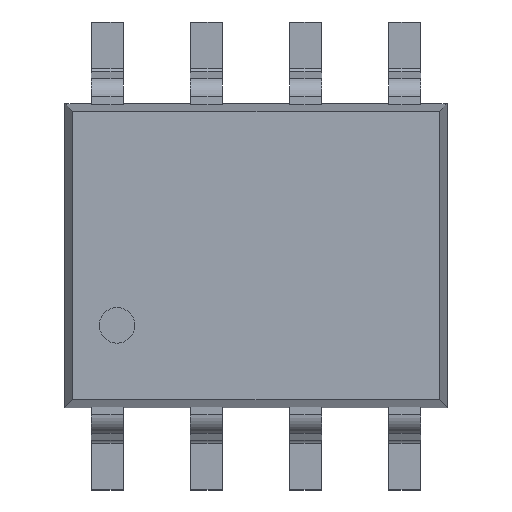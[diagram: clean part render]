
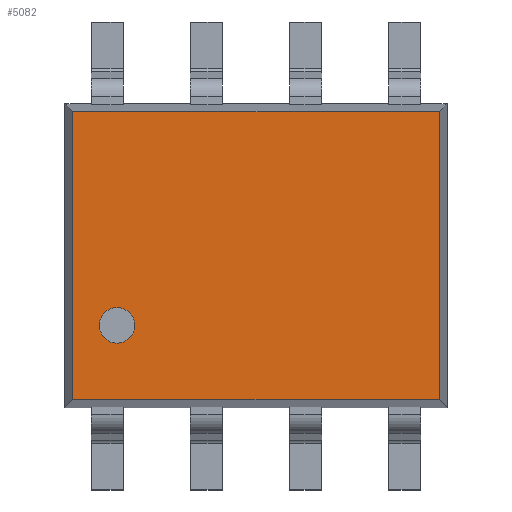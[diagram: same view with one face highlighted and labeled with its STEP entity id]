
A CAD part, top view. The second image highlights one B-rep face of the part: STEP entity #5082.
In plain terms, the highlighted planar face has unit normal (0, 0, 1).
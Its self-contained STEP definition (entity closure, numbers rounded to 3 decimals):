
#225 = LINE ( 'NONE', #6663, #5647 ) ;
#384 = CARTESIAN_POINT ( 'NONE',  ( -2.009, -0.892, 0.725 ) ) ;
#411 = ORIENTED_EDGE ( 'NONE', *, *, #8622, .F. ) ;
#578 = ORIENTED_EDGE ( 'NONE', *, *, #1641, .T. ) ;
#852 = LINE ( 'NONE', #9025, #1838 ) ;
#1008 = DIRECTION ( 'NONE',  ( 0., -1., 0. ) ) ;
#1055 = EDGE_CURVE ( 'NONE', #8133, #5381, #4289, .T. ) ;
#1360 = DIRECTION ( 'NONE',  ( 1., 0., 0. ) ) ;
#1482 = PLANE ( 'NONE',  #2869 ) ;
#1641 = EDGE_CURVE ( 'NONE', #6858, #2424, #7009, .T. ) ;
#1838 = VECTOR ( 'NONE', #4039, 1000. ) ;
#1910 = CARTESIAN_POINT ( 'NONE',  ( -2.348, 1.848, 0.725 ) ) ;
#2304 = DIRECTION ( 'NONE',  ( 1., 0., 0. ) ) ;
#2378 = LINE ( 'NONE', #4428, #3132 ) ;
#2424 = VERTEX_POINT ( 'NONE', #1910 ) ;
#2489 = EDGE_CURVE ( 'NONE', #6698, #6858, #852, .T. ) ;
#2869 = AXIS2_PLACEMENT_3D ( 'NONE', #4334, #6462, #9220 ) ;
#3132 = VECTOR ( 'NONE', #2304, 1000. ) ;
#3145 = EDGE_LOOP ( 'NONE', ( #8919, #578, #4131, #6384 ) ) ;
#3311 = CIRCLE ( 'NONE', #6406, 0.227 ) ;
#3439 = CARTESIAN_POINT ( 'NONE',  ( -1.782, -0.892, 0.725 ) ) ;
#3500 = DIRECTION ( 'NONE',  ( 0., 0., 1. ) ) ;
#3678 = CARTESIAN_POINT ( 'NONE',  ( -1.555, -0.892, 0.725 ) ) ;
#4039 = DIRECTION ( 'NONE',  ( 0., 1., 0. ) ) ;
#4067 = DIRECTION ( 'NONE',  ( 0., 0., 1. ) ) ;
#4104 = CARTESIAN_POINT ( 'NONE',  ( -2.348, -1.848, 0.725 ) ) ;
#4131 = ORIENTED_EDGE ( 'NONE', *, *, #4633, .T. ) ;
#4289 = CIRCLE ( 'NONE', #8266, 0.227 ) ;
#4334 = CARTESIAN_POINT ( 'NONE',  ( 0., 0., 0.725 ) ) ;
#4428 = CARTESIAN_POINT ( 'NONE',  ( -2.45, -1.848, 0.725 ) ) ;
#4633 = EDGE_CURVE ( 'NONE', #2424, #8581, #225, .T. ) ;
#5082 = ADVANCED_FACE ( 'NONE', ( #6587, #6234 ), #1482, .T. ) ;
#5381 = VERTEX_POINT ( 'NONE', #384 ) ;
#5579 = CARTESIAN_POINT ( 'NONE',  ( 2.348, 1.848, 0.725 ) ) ;
#5647 = VECTOR ( 'NONE', #1008, 1000. ) ;
#5856 = EDGE_LOOP ( 'NONE', ( #5873, #411 ) ) ;
#5873 = ORIENTED_EDGE ( 'NONE', *, *, #1055, .F. ) ;
#6212 = CARTESIAN_POINT ( 'NONE',  ( -2.45, 1.848, 0.725 ) ) ;
#6234 = FACE_OUTER_BOUND ( 'NONE', #3145, .T. ) ;
#6384 = ORIENTED_EDGE ( 'NONE', *, *, #7320, .T. ) ;
#6406 = AXIS2_PLACEMENT_3D ( 'NONE', #8329, #4067, #9065 ) ;
#6462 = DIRECTION ( 'NONE',  ( 0., 0., 1. ) ) ;
#6587 = FACE_BOUND ( 'NONE', #5856, .T. ) ;
#6663 = CARTESIAN_POINT ( 'NONE',  ( -2.348, 1.95, 0.725 ) ) ;
#6698 = VERTEX_POINT ( 'NONE', #7436 ) ;
#6858 = VERTEX_POINT ( 'NONE', #5579 ) ;
#7009 = LINE ( 'NONE', #6212, #7128 ) ;
#7128 = VECTOR ( 'NONE', #9077, 1000. ) ;
#7320 = EDGE_CURVE ( 'NONE', #8581, #6698, #2378, .T. ) ;
#7436 = CARTESIAN_POINT ( 'NONE',  ( 2.348, -1.848, 0.725 ) ) ;
#8133 = VERTEX_POINT ( 'NONE', #3678 ) ;
#8266 = AXIS2_PLACEMENT_3D ( 'NONE', #3439, #3500, #1360 ) ;
#8329 = CARTESIAN_POINT ( 'NONE',  ( -1.782, -0.892, 0.725 ) ) ;
#8581 = VERTEX_POINT ( 'NONE', #4104 ) ;
#8622 = EDGE_CURVE ( 'NONE', #5381, #8133, #3311, .T. ) ;
#8919 = ORIENTED_EDGE ( 'NONE', *, *, #2489, .T. ) ;
#9025 = CARTESIAN_POINT ( 'NONE',  ( 2.348, 1.95, 0.725 ) ) ;
#9065 = DIRECTION ( 'NONE',  ( 1., 0., 0. ) ) ;
#9077 = DIRECTION ( 'NONE',  ( -1., 0., 0. ) ) ;
#9220 = DIRECTION ( 'NONE',  ( 1., 0., 0. ) ) ;
